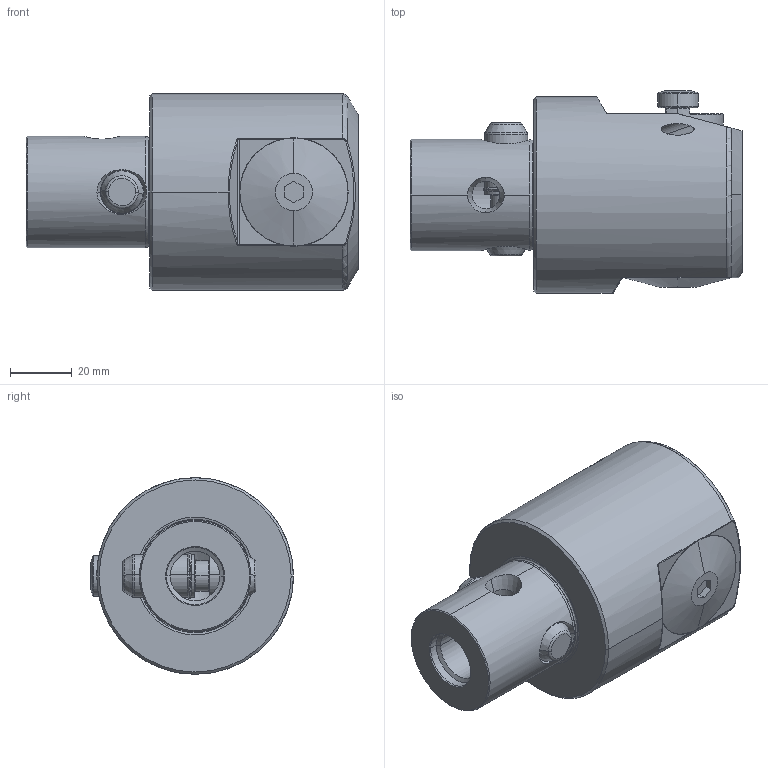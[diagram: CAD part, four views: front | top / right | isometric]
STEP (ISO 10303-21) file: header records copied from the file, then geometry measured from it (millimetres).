
FILE_DESCRIPTION (( 'STEP AP214' ), '1' );
FILE_NAME ('310.601 Kaiser EWN 68-100(150) X CK6.STEP', '2008-12-03T09:02:09', ( 'Heinz Keiser AG' ), ( '' ), 'SwSTEP 2.0', 'SolidWorks 2008', '' );
FILE_SCHEMA (( 'AUTOMOTIVE_DESIGN' ));
Length unit declared in the file: millimetre
Products named in the file (7): 310.601 Kaiser EWN 68-100(150) X CK6; 693.305 Sprengring_Standard; 691.526 Mitnehmerbolzen_Standard; 691.506 Kaiser ETL D14 X 43K_Standard; 310.675 Kaiser Werkzeugträger EWN 68-150_Standard; 310.630 Kaiser Werkzeugkörper EWN 68-150 x CK6B_Standard; 690.141 Kaiser ETL M8_SW5X16A_Standard
Assembly tree (6 placements, depth 3):
  310.601 Kaiser EWN 68-100(150) X CK6
    310.630 Kaiser Werkzeugkörper EWN 68-150 x CK6B_Standard
    691.506 Kaiser ETL D14 X 43K_Standard
      691.526 Mitnehmerbolzen_Standard
      693.305 Sprengring_Standard
    310.675 Kaiser Werkzeugträger EWN 68-150_Standard
    690.141 Kaiser ETL M8_SW5X16A_Standard
Bounding box: 107.2 x 65.5 x 63.5 mm (x, y, z)
Volume: 227796.1 mm3; surface area: 40348.6 mm2
Topology: 5 solids, 5 shells, 228 faces, 519 edges, 301 vertices
Faces by surface type: plane 77, cylinder 55, cone 50, torus 35, bspline 11
Entity records: 7572 total; most frequent: CARTESIAN_POINT 2206, DIRECTION 1113, ORIENTED_EDGE 1026, EDGE_CURVE 513, AXIS2_PLACEMENT_3D 444, VERTEX_POINT 301, EDGE_LOOP 242, FACE_OUTER_BOUND 228
